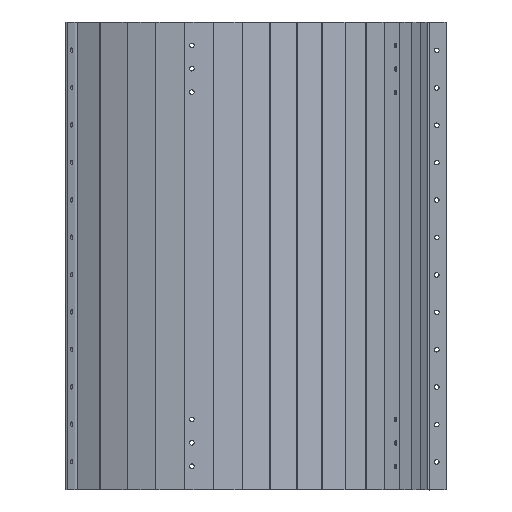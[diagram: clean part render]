
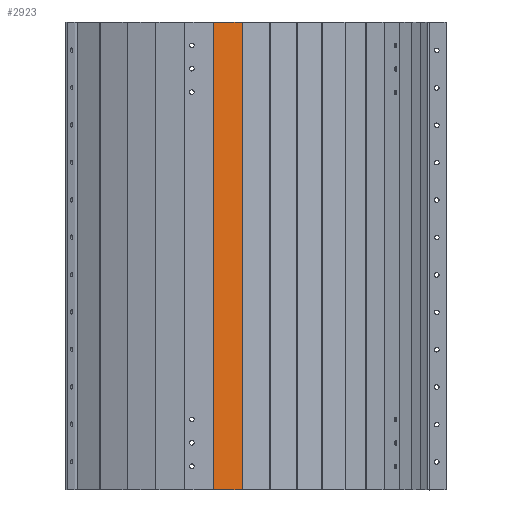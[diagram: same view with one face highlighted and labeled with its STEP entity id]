
A CAD part, top view. The second image highlights one B-rep face of the part: STEP entity #2923.
In plain terms, the highlighted planar face has unit normal (0.153, 0, 0.988).
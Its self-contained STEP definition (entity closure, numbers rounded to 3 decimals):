
#121=PLANE('',#3234);
#298=FACE_OUTER_BOUND('',#538,.T.);
#538=EDGE_LOOP('',(#2332,#2333,#2334,#2335));
#783=LINE('',#4762,#1047);
#784=LINE('',#4765,#1048);
#785=LINE('',#4767,#1049);
#786=LINE('',#4768,#1050);
#1047=VECTOR('',#3872,10.);
#1048=VECTOR('',#3875,10.);
#1049=VECTOR('',#3876,10.);
#1050=VECTOR('',#3877,10.);
#1466=VERTEX_POINT('',#4758);
#1467=VERTEX_POINT('',#4760);
#1468=VERTEX_POINT('',#4764);
#1469=VERTEX_POINT('',#4766);
#1770=EDGE_CURVE('',#1466,#1467,#783,.T.);
#1771=EDGE_CURVE('',#1468,#1466,#784,.T.);
#1772=EDGE_CURVE('',#1469,#1467,#785,.T.);
#1773=EDGE_CURVE('',#1468,#1469,#786,.T.);
#2332=ORIENTED_EDGE('',*,*,#1771,.T.);
#2333=ORIENTED_EDGE('',*,*,#1770,.T.);
#2334=ORIENTED_EDGE('',*,*,#1772,.F.);
#2335=ORIENTED_EDGE('',*,*,#1773,.F.);
#2923=ADVANCED_FACE('',(#298),#121,.T.);
#3234=AXIS2_PLACEMENT_3D('',#4763,#3873,#3874);
#3872=DIRECTION('',(0.,1.,0.));
#3873=DIRECTION('center_axis',(0.153,0.,0.988));
#3874=DIRECTION('ref_axis',(0.988,0.,-0.153));
#3875=DIRECTION('',(0.988,0.,-0.153));
#3876=DIRECTION('',(0.988,0.,-0.153));
#3877=DIRECTION('',(0.,1.,0.));
#4758=CARTESIAN_POINT('',(53.668,0.,246.207));
#4760=CARTESIAN_POINT('',(53.668,500.,246.207));
#4762=CARTESIAN_POINT('',(53.668,0.,246.207));
#4763=CARTESIAN_POINT('Origin',(23.496,0.,250.891));
#4764=CARTESIAN_POINT('',(23.496,0.,250.891));
#4765=CARTESIAN_POINT('',(23.374,0.,250.91));
#4766=CARTESIAN_POINT('',(23.496,500.,250.891));
#4767=CARTESIAN_POINT('',(23.374,500.,250.91));
#4768=CARTESIAN_POINT('',(23.496,0.,250.891));
